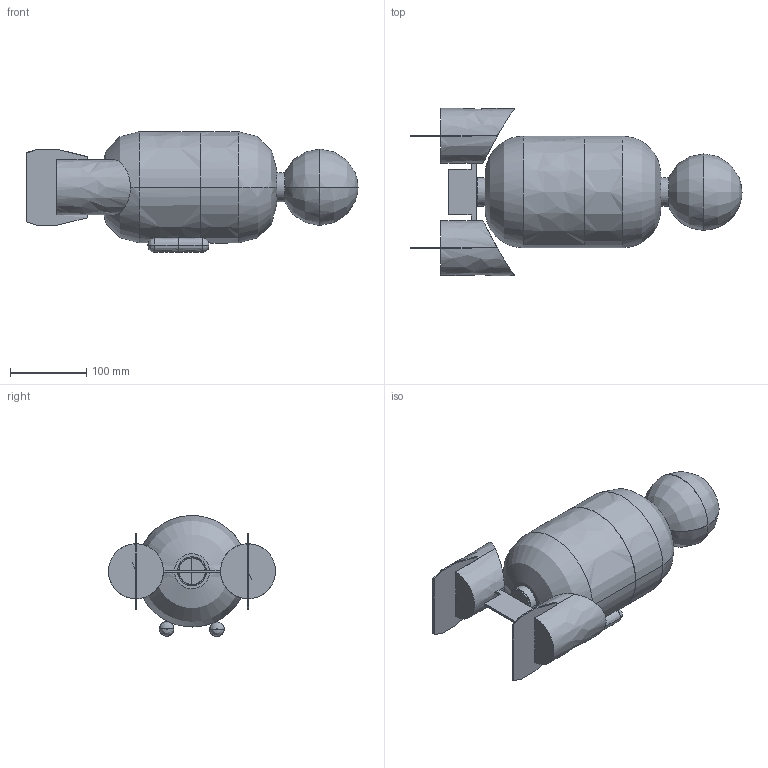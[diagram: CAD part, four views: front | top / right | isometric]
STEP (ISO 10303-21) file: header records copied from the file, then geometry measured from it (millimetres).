
FILE_DESCRIPTION(/* description */ ('Generated from Alias Stage'),/* implementation_level */ '2;1');
FILE_NAME(/* name */ 'space_ship',/* time_stamp */ '2000-01-28T15:51:12-05:00',/* author */ (''),/* organization */ ('Alias|Wavefront'),/* preprocessor_version */ 'ST-DEVELOPER v7',/* originating_system */ 'Alias AutoStudio 9.5',/* authorisation */ '');
FILE_SCHEMA (('AUTOMOTIVE_DESIGN { 1 2 10303 214 0 1 1 1 }'));
Length unit declared in the file: centimetre
Products named in the file (1): space_ship
Bounding box: 434.76 x 218.79 x 158.34 mm (x, y, z)
Volume: 609316.5 mm3; surface area: 242240.2 mm2
Topology: 5 solids, 14 shells, 94 faces, 255 edges, 161 vertices
Faces by surface type: bspline 94
Entity records: 6356 total; most frequent: CARTESIAN_POINT 5178, ORIENTED_EDGE 426, EDGE_CURVE 223, VERTEX_POINT 151, EDGE_LOOP 90, FACE_OUTER_BOUND 90, ADVANCED_FACE 90, STYLED_ITEM 17
